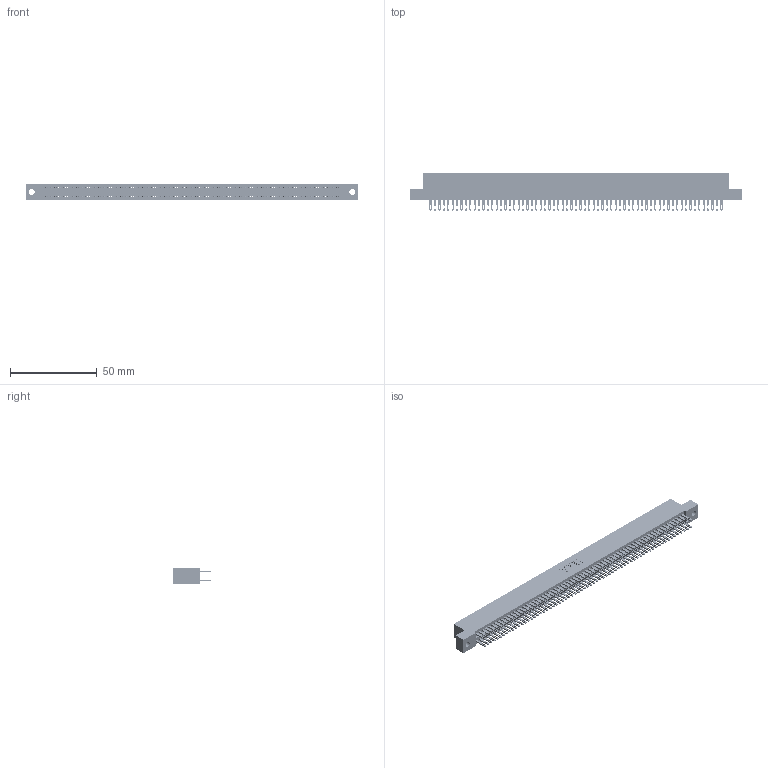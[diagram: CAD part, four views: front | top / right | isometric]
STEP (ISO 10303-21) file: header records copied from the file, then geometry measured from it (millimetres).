
FILE_DESCRIPTION (( 'STEP AP203' ), '1' );
FILE_NAME ('895-134-500-202.STEP', '2020-10-13T17:47:59', ( '' ), ( '' ), 'SwSTEP 2.0', 'SolidWorks 2020', '' );
FILE_SCHEMA (( 'CONFIG_CONTROL_DESIGN' ));
Length unit declared in the file: inch
Products named in the file (3): 845 Part_Flush Mounting Lugs - 0.128 Dia; 345-292-001_345-293-100; 895-134-500-202
Assembly tree (135 placements, depth 2):
  895-134-500-202
    845 Part_Flush Mounting Lugs - 0.128 Dia
    345-292-001_345-293-100  x134
Bounding box: 191.39 x 21.51 x 9.4 mm (x, y, z)
Volume: 19196.6 mm3; surface area: 29954 mm2
Topology: 135 solids, 135 shells, 6290 faces, 19235 edges, 12822 vertices
Faces by surface type: plane 3698, cylinder 2592
Entity records: 49137 total; most frequent: CARTESIAN_POINT 8212, ORIENTED_EDGE 8146, DIRECTION 7213, EDGE_CURVE 4073, LINE 3669, VECTOR 3669, VERTEX_POINT 2714, AXIS2_PLACEMENT_3D 1772
